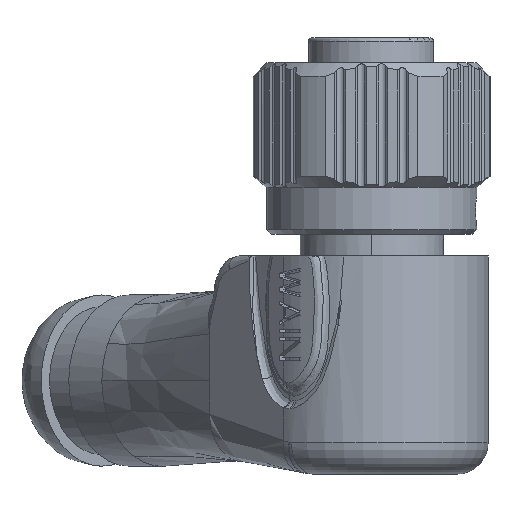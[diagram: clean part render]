
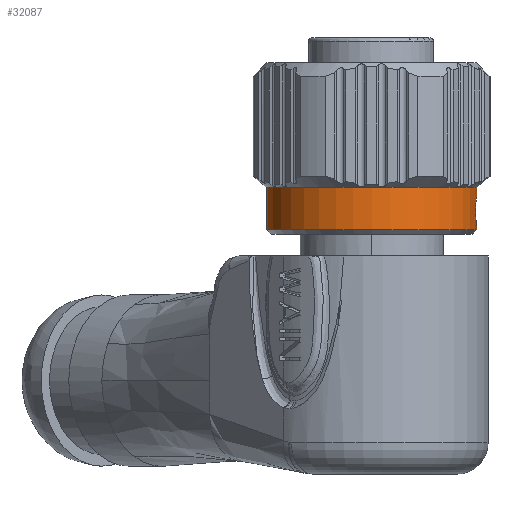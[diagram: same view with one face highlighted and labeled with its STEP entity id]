
A CAD part, left-side view. The second image highlights one B-rep face of the part: STEP entity #32087.
In plain terms, the highlighted cylindrical face has radius 6.75 mm (diameter 13.5 mm), a partial arc.
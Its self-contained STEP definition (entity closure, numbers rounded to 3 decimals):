
#10069=CARTESIAN_POINT('',(0.,-6.75,-8.5));
#10070=CARTESIAN_POINT('',(-0.07,-6.75,-8.5));
#10071=CARTESIAN_POINT('',(-0.21,-6.748,
-8.515));
#10072=CARTESIAN_POINT('',(-0.41,-6.738,
-8.58));
#10073=CARTESIAN_POINT('',(-0.593,-6.725,
-8.686));
#10074=CARTESIAN_POINT('',(-0.748,-6.709,
-8.826));
#10075=CARTESIAN_POINT('',(-0.873,-6.694,
-8.997));
#10076=CARTESIAN_POINT('',(-0.958,-6.682,
-9.188));
#10077=CARTESIAN_POINT('',(-1.002,-6.675,
-9.396));
#10078=CARTESIAN_POINT('',(-1.002,-6.675,
-9.606));
#10079=CARTESIAN_POINT('',(-0.957,-6.682,
-9.814));
#10080=CARTESIAN_POINT('',(-0.872,-6.694,
-10.005));
#10081=CARTESIAN_POINT('',(-0.747,-6.709,
-10.176));
#10082=CARTESIAN_POINT('',(-0.592,-6.725,
-10.315));
#10083=CARTESIAN_POINT('',(-0.409,-6.739,
-10.42));
#10084=CARTESIAN_POINT('',(-0.209,-6.748,
-10.485));
#10085=CARTESIAN_POINT('',(-0.07,-6.75,-10.5));
#10086=CARTESIAN_POINT('',(0.,-6.75,-10.5));
#11058=DIRECTION('',(0.,0.,1.));
#11059=VECTOR('',#11058,0.2);
#11060=CARTESIAN_POINT('',(0.,-6.75,
-10.7));
#11061=LINE('',#11060,#11059);
#11065=DIRECTION('',(0.,0.,1.));
#11066=VECTOR('',#11065,0.5);
#11067=CARTESIAN_POINT('',(0.,-6.75,-8.5));
#11068=LINE('',#11067,#11066);
#11240=CARTESIAN_POINT('',(0.,0.,-10.7));
#11241=DIRECTION('',(0.,0.,-1.));
#11242=DIRECTION('',(0.,-1.,0.));
#11243=AXIS2_PLACEMENT_3D('',#11240,#11241,#11242);
#11248=DIRECTION('',(0.,0.,1.));
#11249=VECTOR('',#11248,2.7);
#11250=CARTESIAN_POINT('',(0.,6.75,
-10.7));
#11251=LINE('',#11250,#11249);
#11255=CARTESIAN_POINT('',(0.,0.,-8.));
#11256=DIRECTION('',(0.,0.,-1.));
#11257=DIRECTION('',(0.,-1.,0.));
#11258=AXIS2_PLACEMENT_3D('',#11255,#11256,#11257);
#15646=VERTEX_POINT('',#10069);
#15647=VERTEX_POINT('',#10086);
#15686=CARTESIAN_POINT('',(0.,6.75,-8.));
#15687=CARTESIAN_POINT('',(0.,-6.75,-8.));
#15688=VERTEX_POINT('',#15686);
#15689=VERTEX_POINT('',#15687);
#15946=CARTESIAN_POINT('',(0.,-6.75,-10.7));
#15947=CARTESIAN_POINT('',(0.,6.75,-10.7));
#15948=VERTEX_POINT('',#15946);
#15949=VERTEX_POINT('',#15947);
#32073=CARTESIAN_POINT('',(0.,0.,-11.));
#32074=DIRECTION('',(0.,0.,-1.));
#32075=DIRECTION('',(0.,-1.,0.));
#32076=AXIS2_PLACEMENT_3D('',#32073,#32074,#32075);
#32077=CYLINDRICAL_SURFACE('',#32076,6.75);
#32078=ORIENTED_EDGE('',*,*,#32067,.T.);
#32079=ORIENTED_EDGE('',*,*,#31936,.T.);
#32081=ORIENTED_EDGE('',*,*,#32080,.F.);
#32082=ORIENTED_EDGE('',*,*,#31932,.F.);
#32083=ORIENTED_EDGE('',*,*,#30956,.T.);
#32084=ORIENTED_EDGE('',*,*,#31929,.F.);
#32085=EDGE_LOOP('',(#32078,#32079,#32081,#32082,#32083,#32084));
#32086=FACE_OUTER_BOUND('',#32085,.F.);
#32087=ADVANCED_FACE('',(#32086),#32077,.T.);
#10087=B_SPLINE_CURVE_WITH_KNOTS('',3,(#10069,#10070,#10071,#10072,#10073,
#10074,#10075,#10076,#10077,#10078,#10079,#10080,#10081,#10082,#10083,#10084,
#10085,#10086),.UNSPECIFIED.,.F.,.F.,(4,1,1,1,1,1,1,1,1,1,1,1,1,1,1,4),(0.,
0.067,0.133,0.2,0.267,0.333,
0.4,0.467,0.533,0.6,0.667,
0.733,0.8,0.867,0.933,1.),
.UNSPECIFIED.);
#11244=CIRCLE('',#11243,6.75);
#11259=CIRCLE('',#11258,6.75);
#30956=EDGE_CURVE('',#15646,#15647,#10087,.T.);
#31929=EDGE_CURVE('',#15948,#15647,#11061,.T.);
#31932=EDGE_CURVE('',#15646,#15689,#11068,.T.);
#31936=EDGE_CURVE('',#15949,#15688,#11251,.T.);
#32067=EDGE_CURVE('',#15948,#15949,#11244,.T.);
#32080=EDGE_CURVE('',#15689,#15688,#11259,.T.);
